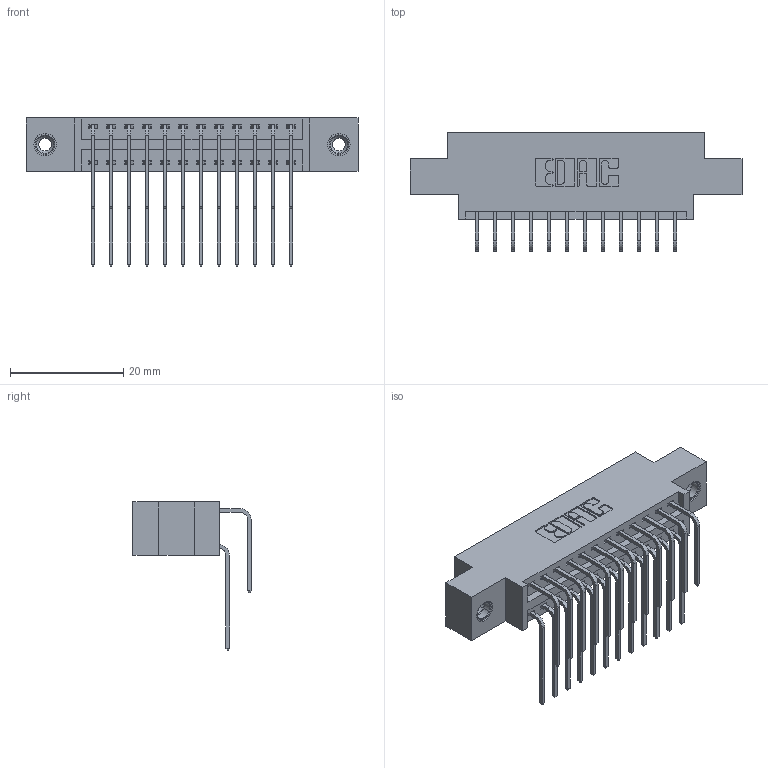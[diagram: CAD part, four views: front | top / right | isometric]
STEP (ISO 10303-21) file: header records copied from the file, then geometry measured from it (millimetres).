
FILE_DESCRIPTION (( 'STEP AP203' ), '1' );
FILE_NAME ('346-024-559-808.STEP', '2022-05-19T00:34:01', ( '' ), ( '' ), 'SwSTEP 2.0', 'SolidWorks 2020', '' );
FILE_SCHEMA (( 'CONFIG_CONTROL_DESIGN' ));
Length unit declared in the file: inch
Products named in the file (5): 346 Part_0.170 Offset - 0.156 Dia-TI; 345-292-001_558 559 Tail - 1; 346-024-559-808; 345-292-001_559 Tail - 2; 345-250-001_345-250-003-102
Assembly tree (27 placements, depth 2):
  346-024-559-808
    346 Part_0.170 Offset - 0.156 Dia-TI
    345-292-001_558 559 Tail - 1  x12
    345-292-001_559 Tail - 2  x12
    345-250-001_345-250-003-102  x2
Bounding box: 58.67 x 20.89 x 26.16 mm (x, y, z)
Volume: 5465.8 mm3; surface area: 7905.4 mm2
Topology: 27 solids, 27 shells, 1482 faces, 4341 edges, 2854 vertices
Faces by surface type: plane 1000, cylinder 466, cone 12, torus 4
Entity records: 14972 total; most frequent: CARTESIAN_POINT 2546, ORIENTED_EDGE 2422, DIRECTION 2293, EDGE_CURVE 1211, LINE 971, VECTOR 971, VERTEX_POINT 800, AXIS2_PLACEMENT_3D 661
